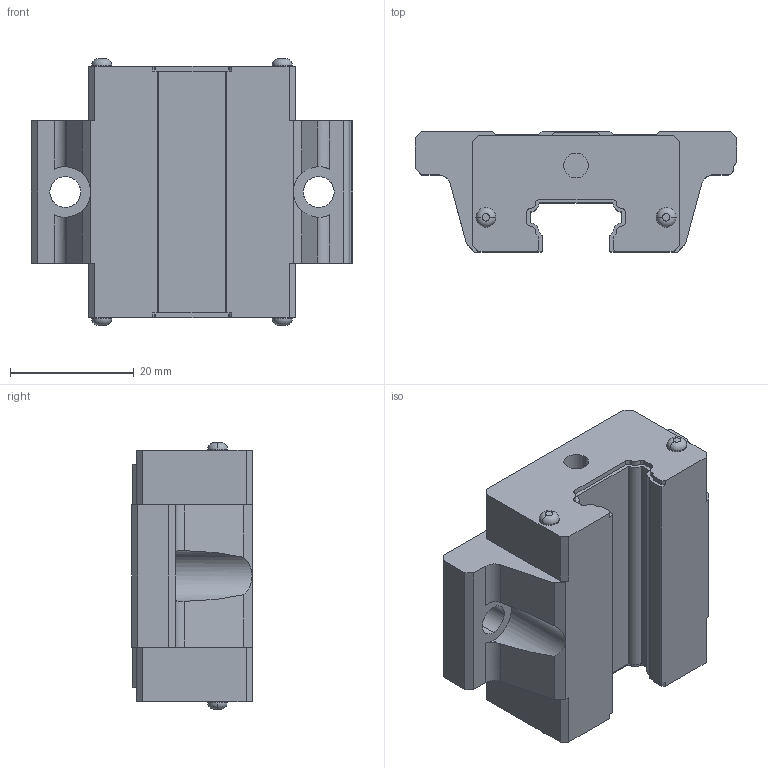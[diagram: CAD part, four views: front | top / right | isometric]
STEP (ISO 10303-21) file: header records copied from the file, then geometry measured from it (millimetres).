
FILE_DESCRIPTION (( 'STEP AP203' ), '1' );
FILE_NAME ('EGW15SC.STEP', '2007-01-12T15:01:49', ( 'HIWIN GmbH' ), ( '77654 Offenburg' ), 'SwSTEP 2.0', 'SolidWorks 2006104', '' );
FILE_SCHEMA (( 'CONFIG_CONTROL_DESIGN' ));
Length unit declared in the file: millimetre
Products named in the file (1): EGW15SC
Bounding box: 52 x 19.5 x 43.1 mm (x, y, z)
Volume: 25315.5 mm3; surface area: 7693.4 mm2
Topology: 1 solids, 1 shells, 178 faces, 523 edges, 355 vertices
Faces by surface type: plane 89, cylinder 81, torus 8
Entity records: 6788 total; most frequent: CARTESIAN_POINT 2022, ORIENTED_EDGE 1046, DIRECTION 901, EDGE_CURVE 523, VERTEX_POINT 355, LINE 309, VECTOR 309, AXIS2_PLACEMENT_3D 296
